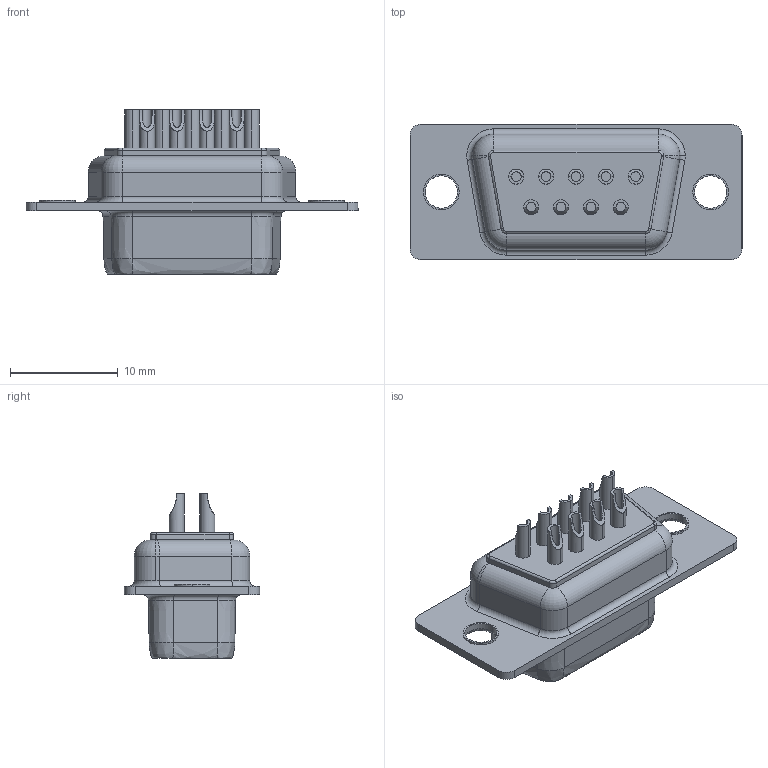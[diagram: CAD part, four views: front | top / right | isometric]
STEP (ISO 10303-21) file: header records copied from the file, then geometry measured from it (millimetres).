
FILE_DESCRIPTION (( 'STEP AP214' ), '1' );
FILE_NAME ('FDM0903-F0WS101W1K-REF.STEP', '2025-05-09T01:37:18', ( '' ), ( '' ), 'SwSTEP 2.0', 'SolidWorks 2021', '' );
FILE_SCHEMA (( 'AUTOMOTIVE_DESIGN' ));
Length unit declared in the file: millimetre
Products named in the file (1): FDM0903-F0WS101W1K-REF
Bounding box: 30.81 x 12.55 x 15.3 mm (x, y, z)
Volume: 1850.1 mm3; surface area: 1917.9 mm2
Topology: 1 solids, 2 shells, 235 faces, 532 edges, 321 vertices
Faces by surface type: cylinder 114, plane 53, torus 37, cone 23, bspline 8
Entity records: 7192 total; most frequent: CARTESIAN_POINT 1877, DIRECTION 1170, ORIENTED_EDGE 1064, EDGE_CURVE 532, AXIS2_PLACEMENT_3D 490, VERTEX_POINT 321, CIRCLE 262, EDGE_LOOP 261
